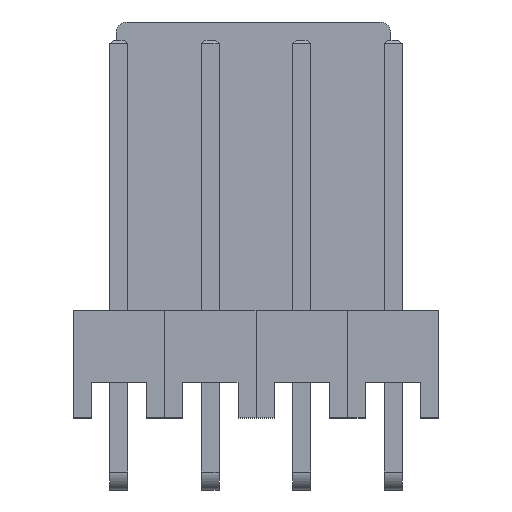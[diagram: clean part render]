
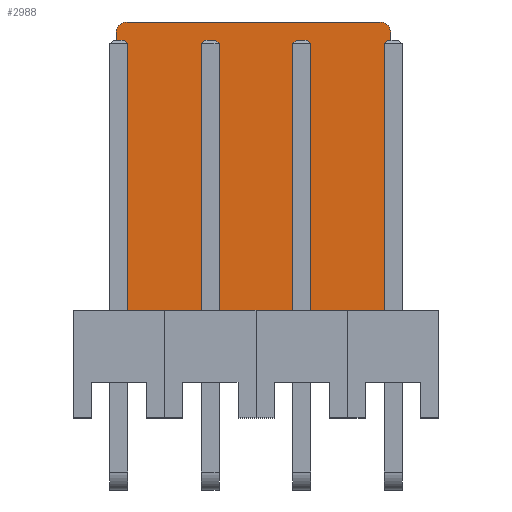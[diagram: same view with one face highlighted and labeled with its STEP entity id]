
A CAD part, front view. The second image highlights one B-rep face of the part: STEP entity #2988.
In plain terms, the highlighted face is planar.
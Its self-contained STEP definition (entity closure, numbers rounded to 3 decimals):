
#2638 = PLANE('',#2639);
#2639 = AXIS2_PLACEMENT_3D('',#2640,#2641,#2642);
#2640 = CARTESIAN_POINT('',(8.82,3.,0.));
#2641 = DIRECTION('',(-1.,0.,0.));
#2642 = DIRECTION('',(0.,1.,0.));
#2663 = VERTEX_POINT('',#2664);
#2664 = CARTESIAN_POINT('',(8.82,3.,1.));
#2678 = PLANE('',#2679);
#2679 = AXIS2_PLACEMENT_3D('',#2680,#2681,#2682);
#2680 = CARTESIAN_POINT('',(1.2,3.,0.));
#2681 = DIRECTION('',(0.,1.,0.));
#2682 = DIRECTION('',(1.,0.,0.));
#2690 = EDGE_CURVE('',#2663,#2691,#2693,.T.);
#2691 = VERTEX_POINT('',#2692);
#2692 = CARTESIAN_POINT('',(8.82,10.7,1.));
#2693 = SURFACE_CURVE('',#2694,(#2698,#2705),.PCURVE_S1.);
#2694 = LINE('',#2695,#2696);
#2695 = CARTESIAN_POINT('',(8.82,3.,1.));
#2696 = VECTOR('',#2697,1.);
#2697 = DIRECTION('',(0.,1.,0.));
#2698 = PCURVE('',#2638,#2699);
#2699 = DEFINITIONAL_REPRESENTATION('',(#2700),#2704);
#2700 = LINE('',#2701,#2702);
#2701 = CARTESIAN_POINT('',(0.,-1.));
#2702 = VECTOR('',#2703,1.);
#2703 = DIRECTION('',(1.,0.));
#2704 = ( GEOMETRIC_REPRESENTATION_CONTEXT(2) 
PARAMETRIC_REPRESENTATION_CONTEXT() REPRESENTATION_CONTEXT('2D SPACE',''
  ) );
#2705 = PCURVE('',#2706,#2711);
#2706 = PLANE('',#2707);
#2707 = AXIS2_PLACEMENT_3D('',#2708,#2709,#2710);
#2708 = CARTESIAN_POINT('',(8.82,3.,1.));
#2709 = DIRECTION('',(0.,0.,-1.));
#2710 = DIRECTION('',(0.,1.,0.));
#2711 = DEFINITIONAL_REPRESENTATION('',(#2712),#2716);
#2712 = LINE('',#2713,#2714);
#2713 = CARTESIAN_POINT('',(0.,0.));
#2714 = VECTOR('',#2715,1.);
#2715 = DIRECTION('',(1.,0.));
#2716 = ( GEOMETRIC_REPRESENTATION_CONTEXT(2) 
PARAMETRIC_REPRESENTATION_CONTEXT() REPRESENTATION_CONTEXT('2D SPACE',''
  ) );
#2732 = CYLINDRICAL_SURFACE('',#2733,0.3);
#2733 = AXIS2_PLACEMENT_3D('',#2734,#2735,#2736);
#2734 = CARTESIAN_POINT('',(8.52,10.7,0.));
#2735 = DIRECTION('',(0.,0.,1.));
#2736 = DIRECTION('',(1.,0.,-0.));
#2787 = PLANE('',#2788);
#2788 = AXIS2_PLACEMENT_3D('',#2789,#2790,#2791);
#2789 = CARTESIAN_POINT('',(1.2,11.,0.));
#2790 = DIRECTION('',(1.,0.,0.));
#2791 = DIRECTION('',(0.,-1.,0.));
#2820 = CYLINDRICAL_SURFACE('',#2821,0.3);
#2821 = AXIS2_PLACEMENT_3D('',#2822,#2823,#2824);
#2822 = CARTESIAN_POINT('',(1.5,10.7,0.));
#2823 = DIRECTION('',(0.,0.,1.));
#2824 = DIRECTION('',(-0.,1.,0.));
#2848 = PLANE('',#2849);
#2849 = AXIS2_PLACEMENT_3D('',#2850,#2851,#2852);
#2850 = CARTESIAN_POINT('',(8.82,11.,0.));
#2851 = DIRECTION('',(0.,-1.,0.));
#2852 = DIRECTION('',(-1.,0.,0.));
#2891 = VERTEX_POINT('',#2892);
#2892 = CARTESIAN_POINT('',(8.52,11.,1.));
#2913 = EDGE_CURVE('',#2691,#2891,#2914,.T.);
#2914 = SURFACE_CURVE('',#2915,(#2920,#2927),.PCURVE_S1.);
#2915 = CIRCLE('',#2916,0.3);
#2916 = AXIS2_PLACEMENT_3D('',#2917,#2918,#2919);
#2917 = CARTESIAN_POINT('',(8.52,10.7,1.));
#2918 = DIRECTION('',(0.,0.,1.));
#2919 = DIRECTION('',(0.,-1.,0.));
#2920 = PCURVE('',#2732,#2921);
#2921 = DEFINITIONAL_REPRESENTATION('',(#2922),#2926);
#2922 = LINE('',#2923,#2924);
#2923 = CARTESIAN_POINT('',(-1.571,1.));
#2924 = VECTOR('',#2925,1.);
#2925 = DIRECTION('',(1.,0.));
#2926 = ( GEOMETRIC_REPRESENTATION_CONTEXT(2) 
PARAMETRIC_REPRESENTATION_CONTEXT() REPRESENTATION_CONTEXT('2D SPACE',''
  ) );
#2927 = PCURVE('',#2706,#2928);
#2928 = DEFINITIONAL_REPRESENTATION('',(#2929),#2937);
#2929 = ( BOUNDED_CURVE() B_SPLINE_CURVE(2,(#2930,#2931,#2932,#2933,
#2934,#2935,#2936),.UNSPECIFIED.,.F.,.F.) B_SPLINE_CURVE_WITH_KNOTS((1,2
    ,2,2,2,1),(-2.094,0.,2.094,4.189,
6.283,8.378),.UNSPECIFIED.) CURVE() 
GEOMETRIC_REPRESENTATION_ITEM() RATIONAL_B_SPLINE_CURVE((1.,0.5,1.,0.5,
1.,0.5,1.)) REPRESENTATION_ITEM('') );
#2930 = CARTESIAN_POINT('',(7.4,-0.3));
#2931 = CARTESIAN_POINT('',(7.4,0.22));
#2932 = CARTESIAN_POINT('',(7.85,-0.04));
#2933 = CARTESIAN_POINT('',(8.3,-0.3));
#2934 = CARTESIAN_POINT('',(7.85,-0.56));
#2935 = CARTESIAN_POINT('',(7.4,-0.82));
#2936 = CARTESIAN_POINT('',(7.4,-0.3));
#2937 = ( GEOMETRIC_REPRESENTATION_CONTEXT(2) 
PARAMETRIC_REPRESENTATION_CONTEXT() REPRESENTATION_CONTEXT('2D SPACE',''
  ) );
#2944 = VERTEX_POINT('',#2945);
#2945 = CARTESIAN_POINT('',(1.2,3.,1.));
#2966 = EDGE_CURVE('',#2944,#2663,#2967,.T.);
#2967 = SURFACE_CURVE('',#2968,(#2972,#2979),.PCURVE_S1.);
#2968 = LINE('',#2969,#2970);
#2969 = CARTESIAN_POINT('',(1.2,3.,1.));
#2970 = VECTOR('',#2971,1.);
#2971 = DIRECTION('',(1.,0.,0.));
#2972 = PCURVE('',#2678,#2973);
#2973 = DEFINITIONAL_REPRESENTATION('',(#2974),#2978);
#2974 = LINE('',#2975,#2976);
#2975 = CARTESIAN_POINT('',(0.,-1.));
#2976 = VECTOR('',#2977,1.);
#2977 = DIRECTION('',(1.,0.));
#2978 = ( GEOMETRIC_REPRESENTATION_CONTEXT(2) 
PARAMETRIC_REPRESENTATION_CONTEXT() REPRESENTATION_CONTEXT('2D SPACE',''
  ) );
#2979 = PCURVE('',#2706,#2980);
#2980 = DEFINITIONAL_REPRESENTATION('',(#2981),#2985);
#2981 = LINE('',#2982,#2983);
#2982 = CARTESIAN_POINT('',(0.,-7.62));
#2983 = VECTOR('',#2984,1.);
#2984 = DIRECTION('',(0.,1.));
#2985 = ( GEOMETRIC_REPRESENTATION_CONTEXT(2) 
PARAMETRIC_REPRESENTATION_CONTEXT() REPRESENTATION_CONTEXT('2D SPACE',''
  ) );
#2988 = ADVANCED_FACE('',(#2989),#2706,.F.);
#2989 = FACE_BOUND('',#2990,.F.);
#2990 = EDGE_LOOP('',(#2991,#2992,#2993,#3016,#3044,#3065));
#2991 = ORIENTED_EDGE('',*,*,#2690,.F.);
#2992 = ORIENTED_EDGE('',*,*,#2966,.F.);
#2993 = ORIENTED_EDGE('',*,*,#2994,.F.);
#2994 = EDGE_CURVE('',#2995,#2944,#2997,.T.);
#2995 = VERTEX_POINT('',#2996);
#2996 = CARTESIAN_POINT('',(1.2,10.7,1.));
#2997 = SURFACE_CURVE('',#2998,(#3002,#3009),.PCURVE_S1.);
#2998 = LINE('',#2999,#3000);
#2999 = CARTESIAN_POINT('',(1.2,11.,1.));
#3000 = VECTOR('',#3001,1.);
#3001 = DIRECTION('',(0.,-1.,0.));
#3002 = PCURVE('',#2706,#3003);
#3003 = DEFINITIONAL_REPRESENTATION('',(#3004),#3008);
#3004 = LINE('',#3005,#3006);
#3005 = CARTESIAN_POINT('',(8.,-7.62));
#3006 = VECTOR('',#3007,1.);
#3007 = DIRECTION('',(-1.,0.));
#3008 = ( GEOMETRIC_REPRESENTATION_CONTEXT(2) 
PARAMETRIC_REPRESENTATION_CONTEXT() REPRESENTATION_CONTEXT('2D SPACE',''
  ) );
#3009 = PCURVE('',#2787,#3010);
#3010 = DEFINITIONAL_REPRESENTATION('',(#3011),#3015);
#3011 = LINE('',#3012,#3013);
#3012 = CARTESIAN_POINT('',(0.,-1.));
#3013 = VECTOR('',#3014,1.);
#3014 = DIRECTION('',(1.,0.));
#3015 = ( GEOMETRIC_REPRESENTATION_CONTEXT(2) 
PARAMETRIC_REPRESENTATION_CONTEXT() REPRESENTATION_CONTEXT('2D SPACE',''
  ) );
#3016 = ORIENTED_EDGE('',*,*,#3017,.F.);
#3017 = EDGE_CURVE('',#3018,#2995,#3020,.T.);
#3018 = VERTEX_POINT('',#3019);
#3019 = CARTESIAN_POINT('',(1.5,11.,1.));
#3020 = SURFACE_CURVE('',#3021,(#3026,#3037),.PCURVE_S1.);
#3021 = CIRCLE('',#3022,0.3);
#3022 = AXIS2_PLACEMENT_3D('',#3023,#3024,#3025);
#3023 = CARTESIAN_POINT('',(1.5,10.7,1.));
#3024 = DIRECTION('',(0.,0.,1.));
#3025 = DIRECTION('',(0.,-1.,0.));
#3026 = PCURVE('',#2706,#3027);
#3027 = DEFINITIONAL_REPRESENTATION('',(#3028),#3036);
#3028 = ( BOUNDED_CURVE() B_SPLINE_CURVE(2,(#3029,#3030,#3031,#3032,
#3033,#3034,#3035),.UNSPECIFIED.,.F.,.F.) B_SPLINE_CURVE_WITH_KNOTS((1,2
    ,2,2,2,1),(-2.094,0.,2.094,4.189,
6.283,8.378),.UNSPECIFIED.) CURVE() 
GEOMETRIC_REPRESENTATION_ITEM() RATIONAL_B_SPLINE_CURVE((1.,0.5,1.,0.5,
1.,0.5,1.)) REPRESENTATION_ITEM('') );
#3029 = CARTESIAN_POINT('',(7.4,-7.32));
#3030 = CARTESIAN_POINT('',(7.4,-6.8));
#3031 = CARTESIAN_POINT('',(7.85,-7.06));
#3032 = CARTESIAN_POINT('',(8.3,-7.32));
#3033 = CARTESIAN_POINT('',(7.85,-7.58));
#3034 = CARTESIAN_POINT('',(7.4,-7.84));
#3035 = CARTESIAN_POINT('',(7.4,-7.32));
#3036 = ( GEOMETRIC_REPRESENTATION_CONTEXT(2) 
PARAMETRIC_REPRESENTATION_CONTEXT() REPRESENTATION_CONTEXT('2D SPACE',''
  ) );
#3037 = PCURVE('',#2820,#3038);
#3038 = DEFINITIONAL_REPRESENTATION('',(#3039),#3043);
#3039 = LINE('',#3040,#3041);
#3040 = CARTESIAN_POINT('',(-3.142,1.));
#3041 = VECTOR('',#3042,1.);
#3042 = DIRECTION('',(1.,0.));
#3043 = ( GEOMETRIC_REPRESENTATION_CONTEXT(2) 
PARAMETRIC_REPRESENTATION_CONTEXT() REPRESENTATION_CONTEXT('2D SPACE',''
  ) );
#3044 = ORIENTED_EDGE('',*,*,#3045,.F.);
#3045 = EDGE_CURVE('',#2891,#3018,#3046,.T.);
#3046 = SURFACE_CURVE('',#3047,(#3051,#3058),.PCURVE_S1.);
#3047 = LINE('',#3048,#3049);
#3048 = CARTESIAN_POINT('',(8.82,11.,1.));
#3049 = VECTOR('',#3050,1.);
#3050 = DIRECTION('',(-1.,0.,0.));
#3051 = PCURVE('',#2706,#3052);
#3052 = DEFINITIONAL_REPRESENTATION('',(#3053),#3057);
#3053 = LINE('',#3054,#3055);
#3054 = CARTESIAN_POINT('',(8.,0.));
#3055 = VECTOR('',#3056,1.);
#3056 = DIRECTION('',(0.,-1.));
#3057 = ( GEOMETRIC_REPRESENTATION_CONTEXT(2) 
PARAMETRIC_REPRESENTATION_CONTEXT() REPRESENTATION_CONTEXT('2D SPACE',''
  ) );
#3058 = PCURVE('',#2848,#3059);
#3059 = DEFINITIONAL_REPRESENTATION('',(#3060),#3064);
#3060 = LINE('',#3061,#3062);
#3061 = CARTESIAN_POINT('',(0.,-1.));
#3062 = VECTOR('',#3063,1.);
#3063 = DIRECTION('',(1.,0.));
#3064 = ( GEOMETRIC_REPRESENTATION_CONTEXT(2) 
PARAMETRIC_REPRESENTATION_CONTEXT() REPRESENTATION_CONTEXT('2D SPACE',''
  ) );
#3065 = ORIENTED_EDGE('',*,*,#2913,.F.);
